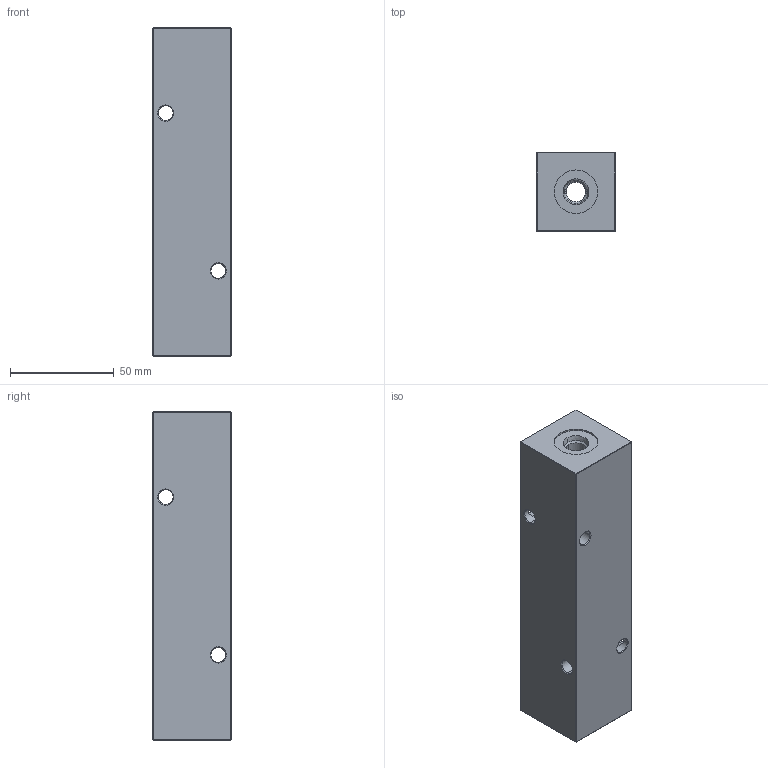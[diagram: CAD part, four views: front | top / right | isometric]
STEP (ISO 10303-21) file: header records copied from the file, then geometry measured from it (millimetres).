
FILE_DESCRIPTION (( 'STEP AP203' ), '1' );
FILE_NAME ('HM-4-0-S-4-2.STEP', '2020-09-28T19:45:44', ( '' ), ( '' ), 'SwSTEP 2.0', 'SolidWorks 2019', '' );
FILE_SCHEMA (( 'CONFIG_CONTROL_DESIGN' ));
Length unit declared in the file: inch
Products named in the file (1): HM-4-0-S-4-2
Bounding box: 38.1 x 38.1 x 158.75 mm (x, y, z)
Volume: 209729.7 mm3; surface area: 35411.4 mm2
Topology: 1 solids, 1 shells, 524 faces, 1345 edges, 864 vertices
Faces by surface type: plane 248, bspline 174, cone 52, cylinder 50
Entity records: 24206 total; most frequent: CARTESIAN_POINT 12572, ORIENTED_EDGE 2690, DIRECTION 1785, EDGE_CURVE 1345, VERTEX_POINT 864, LINE 847, VECTOR 847, EDGE_LOOP 587
